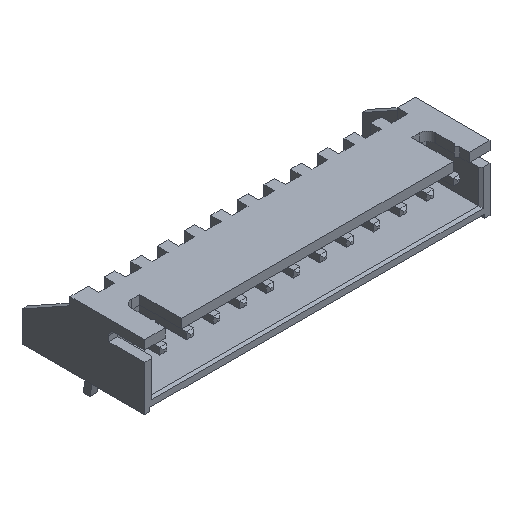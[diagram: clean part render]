
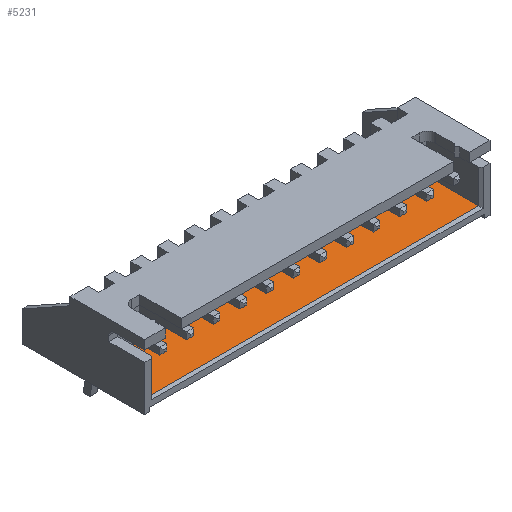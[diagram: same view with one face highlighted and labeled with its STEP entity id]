
A CAD part, isometric view. The second image highlights one B-rep face of the part: STEP entity #5231.
In plain terms, the highlighted planar face has unit normal (0, 0, 1).
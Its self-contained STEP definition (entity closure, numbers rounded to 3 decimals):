
#138 = PLANE('',#139);
#139 = AXIS2_PLACEMENT_3D('',#140,#141,#142);
#140 = CARTESIAN_POINT('',(29.1,-7.6,1.1));
#141 = DIRECTION('',(1.,0.,0.));
#142 = DIRECTION('',(0.,0.,1.));
#217 = PLANE('',#218);
#218 = AXIS2_PLACEMENT_3D('',#219,#220,#221);
#219 = CARTESIAN_POINT('',(-1.6,-7.5,1.));
#220 = DIRECTION('',(0.,-0.707,0.707)
);
#221 = DIRECTION('',(1.,0.,0.));
#479 = VERTEX_POINT('',#480);
#480 = CARTESIAN_POINT('',(29.1,-7.4,1.1));
#775 = EDGE_CURVE('',#479,#776,#778,.T.);
#776 = VERTEX_POINT('',#777);
#777 = CARTESIAN_POINT('',(29.1,-2.45,1.1));
#778 = SURFACE_CURVE('',#779,(#783,#790),.PCURVE_S1.);
#779 = LINE('',#780,#781);
#780 = CARTESIAN_POINT('',(29.1,-7.6,1.1));
#781 = VECTOR('',#782,1.);
#782 = DIRECTION('',(0.,1.,0.));
#783 = PCURVE('',#138,#784);
#784 = DEFINITIONAL_REPRESENTATION('',(#785),#789);
#785 = LINE('',#786,#787);
#786 = CARTESIAN_POINT('',(0.,0.));
#787 = VECTOR('',#788,1.);
#788 = DIRECTION('',(0.,-1.));
#789 = ( GEOMETRIC_REPRESENTATION_CONTEXT(2)
PARAMETRIC_REPRESENTATION_CONTEXT() REPRESENTATION_CONTEXT('2D SPACE',''
) );
#790 = PCURVE('',#791,#796);
#791 = PLANE('',#792);
#792 = AXIS2_PLACEMENT_3D('',#793,#794,#795);
#793 = CARTESIAN_POINT('',(-1.6,-7.6,1.1));
#794 = DIRECTION('',(0.,0.,-1.));
#795 = DIRECTION('',(1.,0.,0.));
#796 = DEFINITIONAL_REPRESENTATION('',(#797),#801);
#797 = LINE('',#798,#799);
#798 = CARTESIAN_POINT('',(30.7,0.));
#799 = VECTOR('',#800,1.);
#800 = DIRECTION('',(0.,-1.));
#801 = ( GEOMETRIC_REPRESENTATION_CONTEXT(2)
PARAMETRIC_REPRESENTATION_CONTEXT() REPRESENTATION_CONTEXT('2D SPACE',''
) );
#819 = PLANE('',#820);
#820 = AXIS2_PLACEMENT_3D('',#821,#822,#823);
#821 = CARTESIAN_POINT('',(29.1,-2.45,5.25));
#822 = DIRECTION('',(0.,1.,0.));
#823 = DIRECTION('',(1.,0.,-0.));
#928 = VERTEX_POINT('',#929);
#929 = CARTESIAN_POINT('',(-1.6,-7.4,1.1));
#952 = EDGE_CURVE('',#928,#479,#953,.T.);
#953 = SURFACE_CURVE('',#954,(#958,#965),.PCURVE_S1.);
#954 = LINE('',#955,#956);
#955 = CARTESIAN_POINT('',(-1.6,-7.4,1.1));
#956 = VECTOR('',#957,1.);
#957 = DIRECTION('',(1.,0.,0.));
#958 = PCURVE('',#217,#959);
#959 = DEFINITIONAL_REPRESENTATION('',(#960),#964);
#960 = LINE('',#961,#962);
#961 = CARTESIAN_POINT('',(0.,0.141));
#962 = VECTOR('',#963,1.);
#963 = DIRECTION('',(1.,0.));
#964 = ( GEOMETRIC_REPRESENTATION_CONTEXT(2)
PARAMETRIC_REPRESENTATION_CONTEXT() REPRESENTATION_CONTEXT('2D SPACE',''
) );
#965 = PCURVE('',#791,#966);
#966 = DEFINITIONAL_REPRESENTATION('',(#967),#971);
#967 = LINE('',#968,#969);
#968 = CARTESIAN_POINT('',(0.,-0.2));
#969 = VECTOR('',#970,1.);
#970 = DIRECTION('',(1.,0.));
#971 = ( GEOMETRIC_REPRESENTATION_CONTEXT(2)
PARAMETRIC_REPRESENTATION_CONTEXT() REPRESENTATION_CONTEXT('2D SPACE',''
) );
#1015 = PLANE('',#1016);
#1016 = AXIS2_PLACEMENT_3D('',#1017,#1018,#1019);
#1017 = CARTESIAN_POINT('',(-1.6,-7.6,5.25));
#1018 = DIRECTION('',(-1.,0.,0.));
#1019 = DIRECTION('',(0.,0.,-1.));
#5231 = ADVANCED_FACE('',(#5232),#791,.F.);
#5232 = FACE_BOUND('',#5233,.F.);
#5233 = EDGE_LOOP('',(#5234,#5257,#5278,#5279));
#5234 = ORIENTED_EDGE('',*,*,#5235,.T.);
#5235 = EDGE_CURVE('',#928,#5236,#5238,.T.);
#5236 = VERTEX_POINT('',#5237);
#5237 = CARTESIAN_POINT('',(-1.6,-2.45,1.1));
#5238 = SURFACE_CURVE('',#5239,(#5243,#5250),.PCURVE_S1.);
#5239 = LINE('',#5240,#5241);
#5240 = CARTESIAN_POINT('',(-1.6,-7.6,1.1));
#5241 = VECTOR('',#5242,1.);
#5242 = DIRECTION('',(0.,1.,0.));
#5243 = PCURVE('',#791,#5244);
#5244 = DEFINITIONAL_REPRESENTATION('',(#5245),#5249);
#5245 = LINE('',#5246,#5247);
#5246 = CARTESIAN_POINT('',(0.,0.));
#5247 = VECTOR('',#5248,1.);
#5248 = DIRECTION('',(0.,-1.));
#5249 = ( GEOMETRIC_REPRESENTATION_CONTEXT(2)
PARAMETRIC_REPRESENTATION_CONTEXT() REPRESENTATION_CONTEXT('2D SPACE',''
) );
#5250 = PCURVE('',#1015,#5251);
#5251 = DEFINITIONAL_REPRESENTATION('',(#5252),#5256);
#5252 = LINE('',#5253,#5254);
#5253 = CARTESIAN_POINT('',(4.15,0.));
#5254 = VECTOR('',#5255,1.);
#5255 = DIRECTION('',(0.,-1.));
#5256 = ( GEOMETRIC_REPRESENTATION_CONTEXT(2)
PARAMETRIC_REPRESENTATION_CONTEXT() REPRESENTATION_CONTEXT('2D SPACE',''
) );
#5257 = ORIENTED_EDGE('',*,*,#5258,.T.);
#5258 = EDGE_CURVE('',#5236,#776,#5259,.T.);
#5259 = SURFACE_CURVE('',#5260,(#5264,#5271),.PCURVE_S1.);
#5260 = LINE('',#5261,#5262);
#5261 = CARTESIAN_POINT('',(-1.6,-2.45,1.1));
#5262 = VECTOR('',#5263,1.);
#5263 = DIRECTION('',(1.,0.,0.));
#5264 = PCURVE('',#791,#5265);
#5265 = DEFINITIONAL_REPRESENTATION('',(#5266),#5270);
#5266 = LINE('',#5267,#5268);
#5267 = CARTESIAN_POINT('',(0.,-5.15));
#5268 = VECTOR('',#5269,1.);
#5269 = DIRECTION('',(1.,0.));
#5270 = ( GEOMETRIC_REPRESENTATION_CONTEXT(2)
PARAMETRIC_REPRESENTATION_CONTEXT() REPRESENTATION_CONTEXT('2D SPACE',''
) );
#5271 = PCURVE('',#819,#5272);
#5272 = DEFINITIONAL_REPRESENTATION('',(#5273),#5277);
#5273 = LINE('',#5274,#5275);
#5274 = CARTESIAN_POINT('',(-30.7,4.15));
#5275 = VECTOR('',#5276,1.);
#5276 = DIRECTION('',(1.,0.));
#5277 = ( GEOMETRIC_REPRESENTATION_CONTEXT(2)
PARAMETRIC_REPRESENTATION_CONTEXT() REPRESENTATION_CONTEXT('2D SPACE',''
) );
#5278 = ORIENTED_EDGE('',*,*,#775,.F.);
#5279 = ORIENTED_EDGE('',*,*,#952,.F.);
